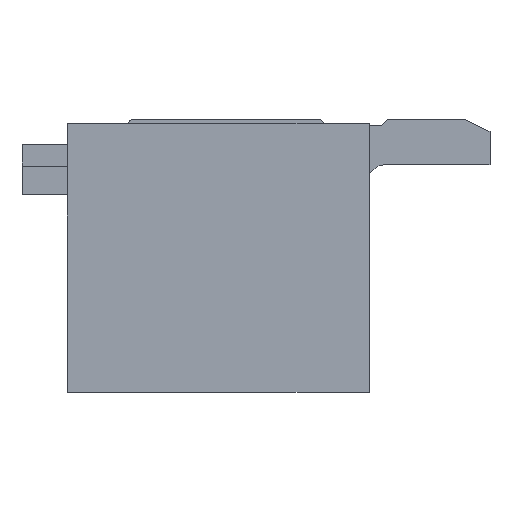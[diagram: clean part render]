
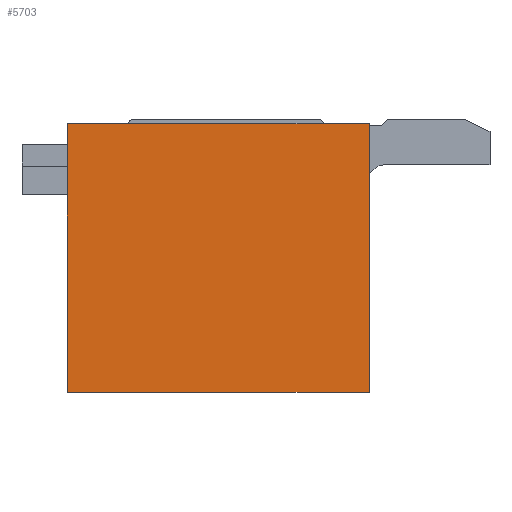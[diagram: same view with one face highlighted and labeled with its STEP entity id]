
A CAD part, left-side view. The second image highlights one B-rep face of the part: STEP entity #5703.
In plain terms, the highlighted planar face has unit normal (-1, 0, 0).
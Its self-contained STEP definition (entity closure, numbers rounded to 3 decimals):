
#45=DIRECTION('',(0.,-1.,0.));
#46=VECTOR('',#45,5.);
#47=CARTESIAN_POINT('',(-2.9,2.125,-2.225));
#48=LINE('',#47,#46);
#181=DIRECTION('',(0.,0.,1.));
#182=VECTOR('',#181,4.45);
#183=CARTESIAN_POINT('',(-2.9,-2.875,-2.225));
#184=LINE('',#183,#182);
#725=DIRECTION('',(0.,-1.,0.));
#726=VECTOR('',#725,5.);
#727=CARTESIAN_POINT('',(-2.9,2.125,2.225));
#728=LINE('',#727,#726);
#2057=DIRECTION('',(0.,0.,-1.));
#2058=VECTOR('',#2057,4.45);
#2059=CARTESIAN_POINT('',(-2.9,2.125,2.225));
#2060=LINE('',#2059,#2058);
#2077=CARTESIAN_POINT('',(-2.9,-2.875,-2.225));
#2078=CARTESIAN_POINT('',(-2.9,-2.875,2.225));
#2079=VERTEX_POINT('',#2077);
#2080=VERTEX_POINT('',#2078);
#2085=CARTESIAN_POINT('',(-2.9,2.125,2.225));
#2086=CARTESIAN_POINT('',(-2.9,2.125,-2.225));
#2087=VERTEX_POINT('',#2085);
#2088=VERTEX_POINT('',#2086);
#5692=CARTESIAN_POINT('',(-2.9,2.875,-2.225));
#5693=DIRECTION('',(-1.,0.,0.));
#5694=DIRECTION('',(0.,-1.,0.));
#5695=AXIS2_PLACEMENT_3D('',#5692,#5693,#5694);
#5696=PLANE('',#5695);
#5697=ORIENTED_EDGE('',*,*,#3350,.F.);
#5698=ORIENTED_EDGE('',*,*,#3411,.T.);
#5699=ORIENTED_EDGE('',*,*,#2933,.F.);
#5700=ORIENTED_EDGE('',*,*,#2790,.F.);
#5701=EDGE_LOOP('',(#5697,#5698,#5699,#5700));
#5702=FACE_OUTER_BOUND('',#5701,.F.);
#5703=ADVANCED_FACE('',(#5702),#5696,.T.);
#2790=EDGE_CURVE('',#2088,#2079,#48,.T.);
#2933=EDGE_CURVE('',#2079,#2080,#184,.T.);
#3350=EDGE_CURVE('',#2087,#2088,#2060,.T.);
#3411=EDGE_CURVE('',#2087,#2080,#728,.T.);
